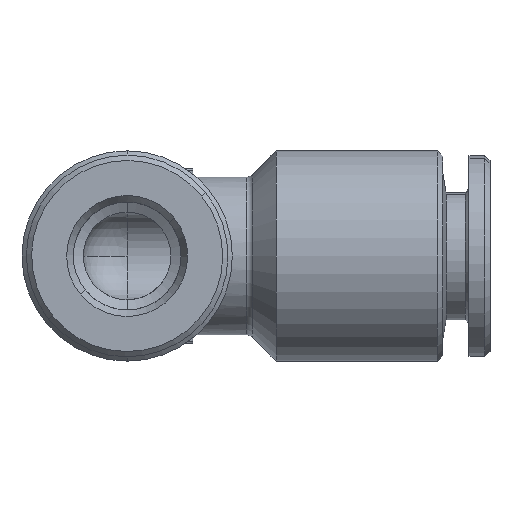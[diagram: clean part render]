
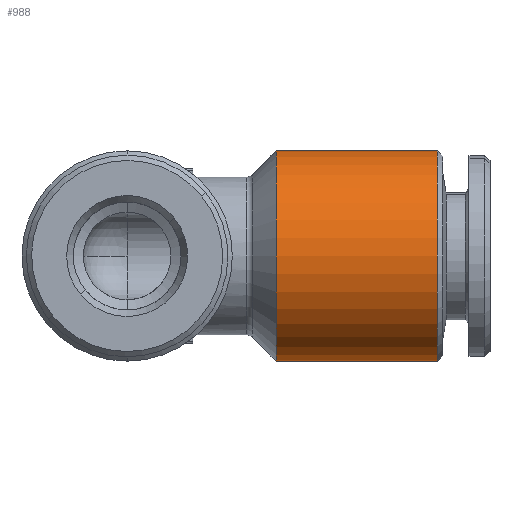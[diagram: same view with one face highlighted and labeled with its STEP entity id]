
A CAD part, front view. The second image highlights one B-rep face of the part: STEP entity #988.
In plain terms, the highlighted cylindrical face has radius 6 mm (diameter 12 mm), a partial arc.
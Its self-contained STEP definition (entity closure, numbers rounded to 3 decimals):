
#221 = EDGE_CURVE ( 'NONE', #1353, #1451, #2366, .T. ) ;
#940 = ORIENTED_EDGE ( 'NONE', *, *, #941, .T. ) ;
#941 = EDGE_CURVE ( 'NONE', #1448, #1452, #2162, .T. ) ;
#942 = ORIENTED_EDGE ( 'NONE', *, *, #1473, .T. ) ;
#943 = ORIENTED_EDGE ( 'NONE', *, *, #221, .T. ) ;
#947 = EDGE_LOOP ( 'NONE', ( #989, #940, #942, #943 ) ) ;
#988 = ADVANCED_FACE ( 'NONE', ( #2220 ), #2350, .T. ) ;
#989 = ORIENTED_EDGE ( 'NONE', *, *, #1356, .F. ) ;
#1353 = VERTEX_POINT ( 'NONE', #3139 ) ;
#1356 = EDGE_CURVE ( 'NONE', #1448, #1451, #3120, .T. ) ;
#1448 = VERTEX_POINT ( 'NONE', #3181 ) ;
#1451 = VERTEX_POINT ( 'NONE', #3180 ) ;
#1452 = VERTEX_POINT ( 'NONE', #3179 ) ;
#1473 = EDGE_CURVE ( 'NONE', #1452, #1353, #3313, .T. ) ;
#2120 = DIRECTION ( 'NONE',  ( 0., 0., 1. ) ) ;
#2121 = DIRECTION ( 'NONE',  ( -1., 0., 0. ) ) ;
#2122 = CARTESIAN_POINT ( 'NONE',  ( 17.7, 0., 0. ) ) ;
#2158 = AXIS2_PLACEMENT_3D ( 'NONE', #2122, #2121, #2120 ) ;
#2162 = CIRCLE ( 'NONE', #2158, 6. ) ;
#2220 = FACE_OUTER_BOUND ( 'NONE', #947, .T. ) ;
#2224 = DIRECTION ( 'NONE',  ( 0., 0., 1. ) ) ;
#2225 = DIRECTION ( 'NONE',  ( -1., 0., 0. ) ) ;
#2226 = CARTESIAN_POINT ( 'NONE',  ( 0., 0., 0. ) ) ;
#2251 = AXIS2_PLACEMENT_3D ( 'NONE', #2226, #2225, #2224 ) ;
#2350 = CYLINDRICAL_SURFACE ( 'NONE', #2251, 6. ) ;
#2363 = DIRECTION ( 'NONE',  ( 0., 0., -1. ) ) ;
#2364 = DIRECTION ( 'NONE',  ( 1., 0., 0. ) ) ;
#2365 = AXIS2_PLACEMENT_3D ( 'NONE', #2376, #2364, #2363 ) ;
#2366 = CIRCLE ( 'NONE', #2365, 6. ) ;
#2376 = CARTESIAN_POINT ( 'NONE',  ( 8.5, 0., 0. ) ) ;
#3084 = DIRECTION ( 'NONE',  ( -1., 0., 0. ) ) ;
#3085 = VECTOR ( 'NONE', #3084, 1000. ) ;
#3119 = CARTESIAN_POINT ( 'NONE',  ( 0., 0., -6. ) ) ;
#3120 = LINE ( 'NONE', #3119, #3085 ) ;
#3139 = CARTESIAN_POINT ( 'NONE',  ( 8.5, 0., 6. ) ) ;
#3179 = CARTESIAN_POINT ( 'NONE',  ( 17.7, 0., 6. ) ) ;
#3180 = CARTESIAN_POINT ( 'NONE',  ( 8.5, 0., -6. ) ) ;
#3181 = CARTESIAN_POINT ( 'NONE',  ( 17.7, 0., -6. ) ) ;
#3310 = DIRECTION ( 'NONE',  ( -1., 0., 0. ) ) ;
#3311 = VECTOR ( 'NONE', #3310, 1000. ) ;
#3312 = CARTESIAN_POINT ( 'NONE',  ( 0., 0., 6. ) ) ;
#3313 = LINE ( 'NONE', #3312, #3311 ) ;
